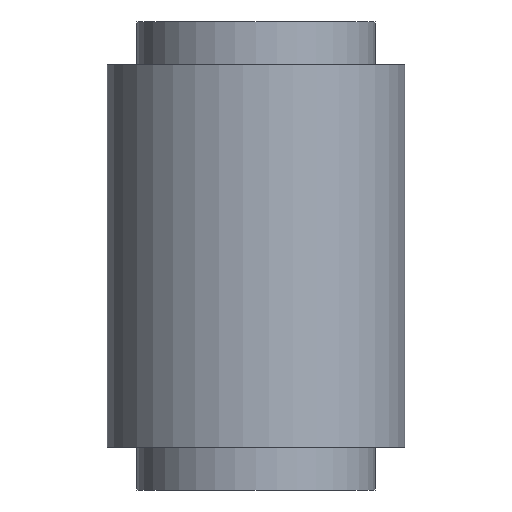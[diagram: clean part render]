
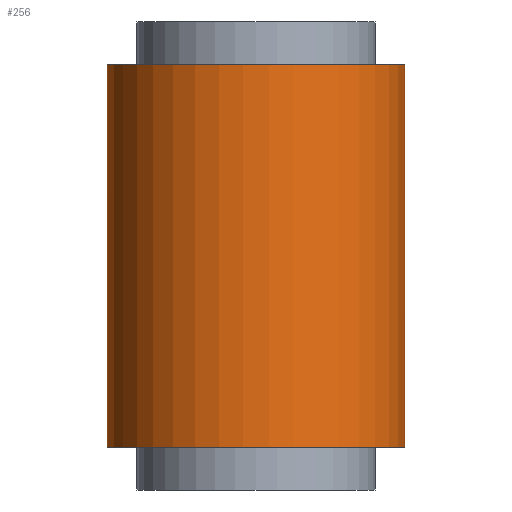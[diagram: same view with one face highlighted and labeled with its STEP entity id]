
A CAD part, front view. The second image highlights one B-rep face of the part: STEP entity #256.
In plain terms, the highlighted cylindrical face has radius 17.5 mm (diameter 35 mm), a partial arc.
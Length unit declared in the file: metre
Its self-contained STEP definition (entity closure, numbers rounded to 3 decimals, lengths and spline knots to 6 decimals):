
#20=B_SPLINE_CURVE_WITH_KNOTS('',3,(#399,#400,#401,#402,#403,#404),
 .UNSPECIFIED.,.F.,.F.,(4,1,1,4),(0.,0.012184,
0.018275,0.024367),.UNSPECIFIED.);
#21=B_SPLINE_CURVE_WITH_KNOTS('',3,(#406,#407,#408,#409,#410,#411),
 .UNSPECIFIED.,.F.,.F.,(4,1,1,4),(0.,0.012184,
0.018275,0.024367),.UNSPECIFIED.);
#22=B_SPLINE_CURVE_WITH_KNOTS('',3,(#413,#414,#415,#416,#417,#418),
 .UNSPECIFIED.,.F.,.F.,(4,1,1,4),(0.,0.012184,
0.018275,0.024367),.UNSPECIFIED.);
#23=B_SPLINE_CURVE_WITH_KNOTS('',3,(#422,#423,#424,#425,#426,#427),
 .UNSPECIFIED.,.F.,.F.,(4,1,1,4),(0.,0.012184,
0.018275,0.024367),.UNSPECIFIED.);
#25=CYLINDRICAL_SURFACE('',#289,0.0175);
#73=ORIENTED_EDGE('',*,*,#137,.T.);
#74=ORIENTED_EDGE('',*,*,#131,.T.);
#75=ORIENTED_EDGE('',*,*,#138,.T.);
#76=ORIENTED_EDGE('',*,*,#139,.T.);
#77=ORIENTED_EDGE('',*,*,#140,.F.);
#78=ORIENTED_EDGE('',*,*,#141,.T.);
#131=EDGE_CURVE('',#163,#164,#187,.T.);
#137=EDGE_CURVE('',#169,#163,#20,.F.);
#138=EDGE_CURVE('',#164,#170,#21,.T.);
#139=EDGE_CURVE('',#170,#171,#22,.F.);
#140=EDGE_CURVE('',#172,#171,#190,.T.);
#141=EDGE_CURVE('',#172,#169,#23,.T.);
#163=VERTEX_POINT('',#386);
#164=VERTEX_POINT('',#387);
#169=VERTEX_POINT('',#405);
#170=VERTEX_POINT('',#412);
#171=VERTEX_POINT('',#419);
#172=VERTEX_POINT('',#421);
#187=CIRCLE('',#285,0.0175);
#190=CIRCLE('',#290,0.0175);
#200=EDGE_LOOP('',(#73,#74,#75,#76,#77,#78));
#224=FACE_BOUND('',#200,.T.);
#256=ADVANCED_FACE('',(#224),#25,.T.);
#285=AXIS2_PLACEMENT_3D('',#385,#315,#316);
#289=AXIS2_PLACEMENT_3D('',#398,#326,#327);
#290=AXIS2_PLACEMENT_3D('',#420,#328,#329);
#315=DIRECTION('',(0.,0.,1.));
#316=DIRECTION('',(1.,0.,0.));
#326=DIRECTION('',(0.,0.,1.));
#327=DIRECTION('',(0.,-1.,0.));
#328=DIRECTION('',(0.,0.,1.));
#329=DIRECTION('',(1.,0.,0.));
#385=CARTESIAN_POINT('',(0.,0.,0.));
#386=CARTESIAN_POINT('',(-0.015,0.009014,0.));
#387=CARTESIAN_POINT('',(0.015,0.009014,0.));
#398=CARTESIAN_POINT('',(0.,0.,0.));
#399=CARTESIAN_POINT('',(-0.015,0.009014,0.));
#400=CARTESIAN_POINT('',(-0.015842,0.007612,0.003743));
#401=CARTESIAN_POINT('',(-0.016775,0.005398,0.009353));
#402=CARTESIAN_POINT('',(-0.017396,0.002337,0.016845));
#403=CARTESIAN_POINT('',(-0.0175,0.000775,0.020623));
#404=CARTESIAN_POINT('',(-0.0175,0.,0.0225));
#405=CARTESIAN_POINT('',(-0.0175,0.,0.0225));
#406=CARTESIAN_POINT('',(0.015,0.009014,0.));
#407=CARTESIAN_POINT('',(0.015842,0.007612,0.003743));
#408=CARTESIAN_POINT('',(0.016775,0.005398,0.009353));
#409=CARTESIAN_POINT('',(0.017396,0.002337,0.016845));
#410=CARTESIAN_POINT('',(0.0175,0.000775,0.020623));
#411=CARTESIAN_POINT('',(0.0175,0.,0.0225));
#412=CARTESIAN_POINT('',(0.0175,0.,0.0225));
#413=CARTESIAN_POINT('',(0.015,0.009014,0.045));
#414=CARTESIAN_POINT('',(0.015842,0.007612,0.041257));
#415=CARTESIAN_POINT('',(0.016775,0.005398,0.035647));
#416=CARTESIAN_POINT('',(0.017396,0.002337,0.028155));
#417=CARTESIAN_POINT('',(0.0175,0.000775,0.024377));
#418=CARTESIAN_POINT('',(0.0175,0.,0.0225));
#419=CARTESIAN_POINT('',(0.015,0.009014,0.045));
#420=CARTESIAN_POINT('',(0.,0.,0.045));
#421=CARTESIAN_POINT('',(-0.015,0.009014,0.045));
#422=CARTESIAN_POINT('',(-0.015,0.009014,0.045));
#423=CARTESIAN_POINT('',(-0.015842,0.007612,0.041257));
#424=CARTESIAN_POINT('',(-0.016775,0.005398,0.035647));
#425=CARTESIAN_POINT('',(-0.017396,0.002337,0.028155));
#426=CARTESIAN_POINT('',(-0.0175,0.000775,0.024377));
#427=CARTESIAN_POINT('',(-0.0175,0.,0.0225));
